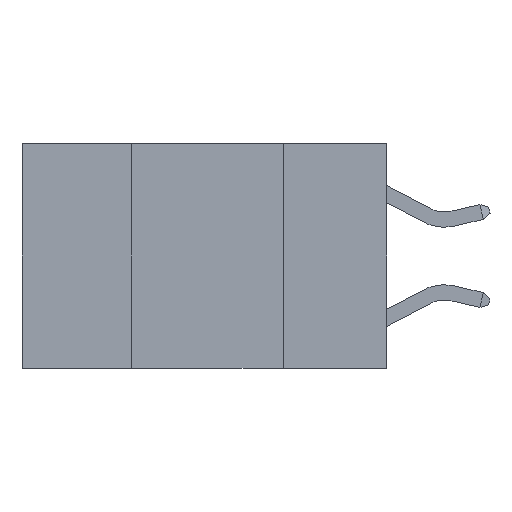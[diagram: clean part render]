
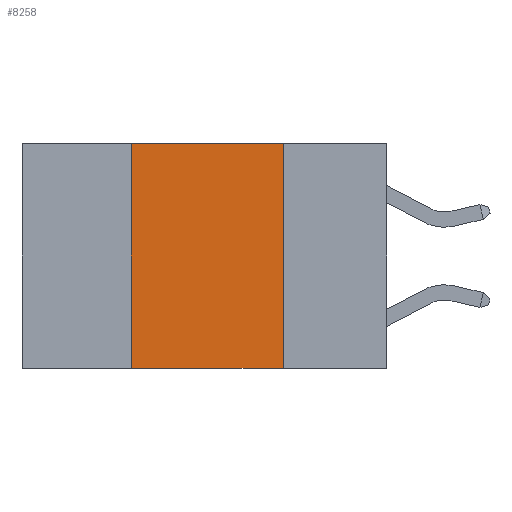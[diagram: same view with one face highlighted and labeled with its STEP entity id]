
A CAD part, left-side view. The second image highlights one B-rep face of the part: STEP entity #8258.
In plain terms, the highlighted planar face has unit normal (-1, 0, 0).
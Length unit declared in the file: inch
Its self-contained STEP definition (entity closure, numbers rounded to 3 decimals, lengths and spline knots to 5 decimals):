
#129 = EDGE_CURVE ( 'NONE', #987, #3058, #291, .T. ) ;
#260 = DIRECTION ( 'NONE',  ( 0., -1., 0. ) ) ;
#278 = LINE ( 'NONE', #8334, #3456 ) ;
#291 = LINE ( 'NONE', #1665, #1195 ) ;
#490 = DIRECTION ( 'NONE',  ( 0., 0., 1. ) ) ;
#493 = EDGE_CURVE ( 'NONE', #2582, #987, #278, .T. ) ;
#523 = PLANE ( 'NONE',  #1660 ) ;
#635 = VECTOR ( 'NONE', #260, 39.37008 ) ;
#884 = VERTEX_POINT ( 'NONE', #1447 ) ;
#979 = CARTESIAN_POINT ( 'NONE',  ( 0., 0.6, -0.37 ) ) ;
#987 = VERTEX_POINT ( 'NONE', #7286 ) ;
#1195 = VECTOR ( 'NONE', #2333, 39.37008 ) ;
#1284 = FACE_OUTER_BOUND ( 'NONE', #4656, .T. ) ;
#1447 = CARTESIAN_POINT ( 'NONE',  ( 0., 0.17, -0.37 ) ) ;
#1660 = AXIS2_PLACEMENT_3D ( 'NONE', #3994, #3251, #3952 ) ;
#1665 = CARTESIAN_POINT ( 'NONE',  ( 0., 0.6, 0. ) ) ;
#1976 = CARTESIAN_POINT ( 'NONE',  ( 0., 0.42, -0.37 ) ) ;
#2333 = DIRECTION ( 'NONE',  ( 0., -1., 0. ) ) ;
#2582 = VERTEX_POINT ( 'NONE', #1976 ) ;
#3058 = VERTEX_POINT ( 'NONE', #7290 ) ;
#3249 = ORIENTED_EDGE ( 'NONE', *, *, #493, .F. ) ;
#3251 = DIRECTION ( 'NONE',  ( 1., 0., 0. ) ) ;
#3456 = VECTOR ( 'NONE', #490, 39.37008 ) ;
#3686 = EDGE_CURVE ( 'NONE', #3058, #884, #8315, .T. ) ;
#3952 = DIRECTION ( 'NONE',  ( 0., 0., -1. ) ) ;
#3994 = CARTESIAN_POINT ( 'NONE',  ( 0., 0.6, 0. ) ) ;
#4656 = EDGE_LOOP ( 'NONE', ( #6151, #5555, #3249, #4968 ) ) ;
#4968 = ORIENTED_EDGE ( 'NONE', *, *, #5061, .T. ) ;
#5009 = LINE ( 'NONE', #979, #635 ) ;
#5046 = DIRECTION ( 'NONE',  ( 0., 0., -1. ) ) ;
#5061 = EDGE_CURVE ( 'NONE', #2582, #884, #5009, .T. ) ;
#5555 = ORIENTED_EDGE ( 'NONE', *, *, #129, .F. ) ;
#5840 = VECTOR ( 'NONE', #5046, 39.37008 ) ;
#6151 = ORIENTED_EDGE ( 'NONE', *, *, #3686, .F. ) ;
#7041 = CARTESIAN_POINT ( 'NONE',  ( 0., 0.17, 0. ) ) ;
#7286 = CARTESIAN_POINT ( 'NONE',  ( 0., 0.42, 0. ) ) ;
#7290 = CARTESIAN_POINT ( 'NONE',  ( 0., 0.17, 0. ) ) ;
#8258 = ADVANCED_FACE ( 'NONE', ( #1284 ), #523, .F. ) ;
#8315 = LINE ( 'NONE', #7041, #5840 ) ;
#8334 = CARTESIAN_POINT ( 'NONE',  ( 0., 0.42, 0. ) ) ;
